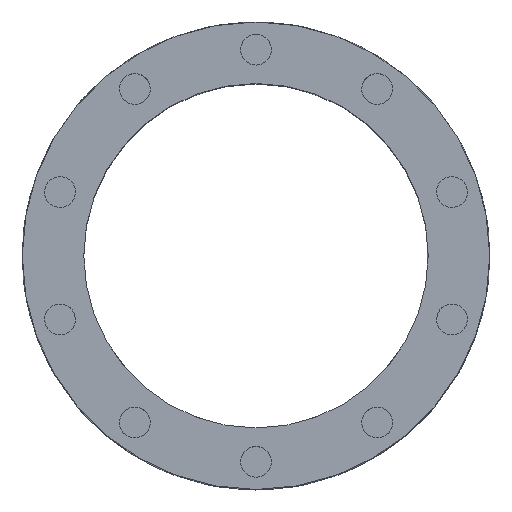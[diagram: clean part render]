
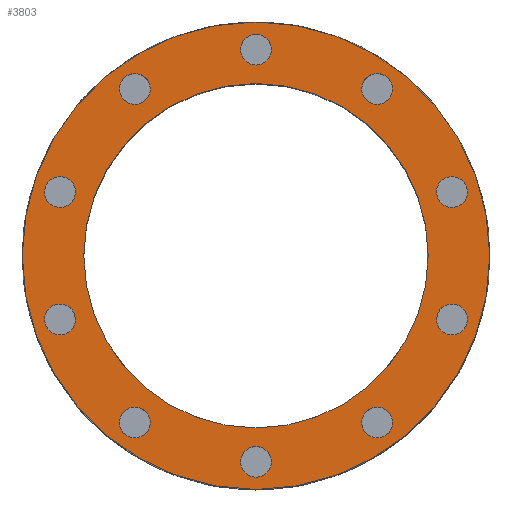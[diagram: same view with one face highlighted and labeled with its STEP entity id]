
A CAD part, top view. The second image highlights one B-rep face of the part: STEP entity #3803.
In plain terms, the highlighted planar face has unit normal (0, 0, 1).
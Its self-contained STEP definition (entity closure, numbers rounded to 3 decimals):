
#25=FACE_BOUND('',#697,.T.);
#26=FACE_BOUND('',#698,.T.);
#27=FACE_BOUND('',#699,.T.);
#28=FACE_BOUND('',#700,.T.);
#29=FACE_BOUND('',#701,.T.);
#30=FACE_BOUND('',#702,.T.);
#31=FACE_BOUND('',#703,.T.);
#32=FACE_BOUND('',#704,.T.);
#33=FACE_BOUND('',#705,.T.);
#34=FACE_BOUND('',#706,.T.);
#35=FACE_BOUND('',#707,.T.);
#207=CIRCLE('',#4128,12.5);
#208=CIRCLE('',#4130,190.);
#209=CIRCLE('',#4131,140.);
#210=CIRCLE('',#4132,12.5);
#211=CIRCLE('',#4133,12.5);
#212=CIRCLE('',#4134,12.5);
#213=CIRCLE('',#4135,12.5);
#214=CIRCLE('',#4136,12.5);
#215=CIRCLE('',#4137,12.5);
#216=CIRCLE('',#4138,12.5);
#217=CIRCLE('',#4139,12.5);
#218=CIRCLE('',#4140,12.5);
#321=PLANE('',#4129);
#493=FACE_OUTER_BOUND('',#696,.T.);
#696=EDGE_LOOP('',(#3177));
#697=EDGE_LOOP('',(#3178));
#698=EDGE_LOOP('',(#3179));
#699=EDGE_LOOP('',(#3180));
#700=EDGE_LOOP('',(#3181));
#701=EDGE_LOOP('',(#3182));
#702=EDGE_LOOP('',(#3183));
#703=EDGE_LOOP('',(#3184));
#704=EDGE_LOOP('',(#3185));
#705=EDGE_LOOP('',(#3186));
#706=EDGE_LOOP('',(#3187));
#707=EDGE_LOOP('',(#3188));
#1819=VERTEX_POINT('',#7260);
#1820=VERTEX_POINT('',#7264);
#1821=VERTEX_POINT('',#7266);
#1822=VERTEX_POINT('',#7268);
#1823=VERTEX_POINT('',#7270);
#1824=VERTEX_POINT('',#7272);
#1825=VERTEX_POINT('',#7274);
#1826=VERTEX_POINT('',#7276);
#1827=VERTEX_POINT('',#7278);
#1828=VERTEX_POINT('',#7280);
#1829=VERTEX_POINT('',#7282);
#1830=VERTEX_POINT('',#7284);
#2360=EDGE_CURVE('',#1819,#1819,#207,.T.);
#2362=EDGE_CURVE('',#1820,#1820,#208,.T.);
#2363=EDGE_CURVE('',#1821,#1821,#209,.T.);
#2364=EDGE_CURVE('',#1822,#1822,#210,.T.);
#2365=EDGE_CURVE('',#1823,#1823,#211,.T.);
#2366=EDGE_CURVE('',#1824,#1824,#212,.T.);
#2367=EDGE_CURVE('',#1825,#1825,#213,.T.);
#2368=EDGE_CURVE('',#1826,#1826,#214,.T.);
#2369=EDGE_CURVE('',#1827,#1827,#215,.T.);
#2370=EDGE_CURVE('',#1828,#1828,#216,.T.);
#2371=EDGE_CURVE('',#1829,#1829,#217,.T.);
#2372=EDGE_CURVE('',#1830,#1830,#218,.T.);
#3177=ORIENTED_EDGE('',*,*,#2362,.T.);
#3178=ORIENTED_EDGE('',*,*,#2363,.T.);
#3179=ORIENTED_EDGE('',*,*,#2364,.T.);
#3180=ORIENTED_EDGE('',*,*,#2365,.T.);
#3181=ORIENTED_EDGE('',*,*,#2366,.T.);
#3182=ORIENTED_EDGE('',*,*,#2367,.T.);
#3183=ORIENTED_EDGE('',*,*,#2368,.T.);
#3184=ORIENTED_EDGE('',*,*,#2369,.T.);
#3185=ORIENTED_EDGE('',*,*,#2370,.T.);
#3186=ORIENTED_EDGE('',*,*,#2371,.T.);
#3187=ORIENTED_EDGE('',*,*,#2372,.T.);
#3188=ORIENTED_EDGE('',*,*,#2360,.T.);
#3803=ADVANCED_FACE('',(#493,#25,#26,#27,#28,#29,#30,#31,#32,#33,#34,#35),
#321,.T.);
#4128=AXIS2_PLACEMENT_3D('',#7261,#5046,#5047);
#4129=AXIS2_PLACEMENT_3D('',#7263,#5049,#5050);
#4130=AXIS2_PLACEMENT_3D('',#7265,#5051,#5052);
#4131=AXIS2_PLACEMENT_3D('',#7267,#5053,#5054);
#4132=AXIS2_PLACEMENT_3D('',#7269,#5055,#5056);
#4133=AXIS2_PLACEMENT_3D('',#7271,#5057,#5058);
#4134=AXIS2_PLACEMENT_3D('',#7273,#5059,#5060);
#4135=AXIS2_PLACEMENT_3D('',#7275,#5061,#5062);
#4136=AXIS2_PLACEMENT_3D('',#7277,#5063,#5064);
#4137=AXIS2_PLACEMENT_3D('',#7279,#5065,#5066);
#4138=AXIS2_PLACEMENT_3D('',#7281,#5067,#5068);
#4139=AXIS2_PLACEMENT_3D('',#7283,#5069,#5070);
#4140=AXIS2_PLACEMENT_3D('',#7285,#5071,#5072);
#5046=DIRECTION('center_axis',(0.,0.,-1.));
#5047=DIRECTION('ref_axis',(1.,0.,0.));
#5049=DIRECTION('center_axis',(0.,0.,1.));
#5050=DIRECTION('ref_axis',(1.,0.,0.));
#5051=DIRECTION('center_axis',(0.,0.,1.));
#5052=DIRECTION('ref_axis',(1.,0.,0.));
#5053=DIRECTION('center_axis',(0.,0.,-1.));
#5054=DIRECTION('ref_axis',(1.,0.,0.));
#5055=DIRECTION('center_axis',(0.,0.,-1.));
#5056=DIRECTION('ref_axis',(0.809,-0.588,0.));
#5057=DIRECTION('center_axis',(0.,0.,-1.));
#5058=DIRECTION('ref_axis',(0.309,-0.951,0.));
#5059=DIRECTION('center_axis',(0.,0.,-1.));
#5060=DIRECTION('ref_axis',(-0.309,-0.951,0.));
#5061=DIRECTION('center_axis',(0.,0.,-1.));
#5062=DIRECTION('ref_axis',(-0.809,-0.588,0.));
#5063=DIRECTION('center_axis',(0.,0.,-1.));
#5064=DIRECTION('ref_axis',(-1.,0.,0.));
#5065=DIRECTION('center_axis',(0.,0.,-1.));
#5066=DIRECTION('ref_axis',(-0.809,0.588,0.));
#5067=DIRECTION('center_axis',(0.,0.,-1.));
#5068=DIRECTION('ref_axis',(-0.309,0.951,0.));
#5069=DIRECTION('center_axis',(0.,0.,-1.));
#5070=DIRECTION('ref_axis',(0.309,0.951,0.));
#5071=DIRECTION('center_axis',(0.,0.,-1.));
#5072=DIRECTION('ref_axis',(0.809,0.588,0.));
#7260=CARTESIAN_POINT('',(-12.5,167.5,250.));
#7261=CARTESIAN_POINT('Origin',(0.,167.5,250.));
#7263=CARTESIAN_POINT('Origin',(0.,0.,250.));
#7264=CARTESIAN_POINT('',(-190.,0.,250.));
#7265=CARTESIAN_POINT('Origin',(0.,0.,250.));
#7266=CARTESIAN_POINT('',(-140.,0.,250.));
#7267=CARTESIAN_POINT('Origin',(0.,0.,250.));
#7268=CARTESIAN_POINT('',(88.341,142.858,250.));
#7269=CARTESIAN_POINT('Origin',(98.454,135.51,250.));
#7270=CARTESIAN_POINT('',(155.439,63.649,250.));
#7271=CARTESIAN_POINT('Origin',(159.302,51.76,250.));
#7272=CARTESIAN_POINT('',(163.165,-39.872,250.));
#7273=CARTESIAN_POINT('Origin',(159.302,-51.76,250.));
#7274=CARTESIAN_POINT('',(108.567,-128.163,250.));
#7275=CARTESIAN_POINT('Origin',(98.454,-135.51,250.));
#7276=CARTESIAN_POINT('',(12.5,-167.5,250.));
#7277=CARTESIAN_POINT('Origin',(0.,-167.5,250.));
#7278=CARTESIAN_POINT('',(-88.341,-142.858,250.));
#7279=CARTESIAN_POINT('Origin',(-98.454,-135.51,250.));
#7280=CARTESIAN_POINT('',(-155.439,-63.649,250.));
#7281=CARTESIAN_POINT('Origin',(-159.302,-51.76,250.));
#7282=CARTESIAN_POINT('',(-163.165,39.872,250.));
#7283=CARTESIAN_POINT('Origin',(-159.302,51.76,250.));
#7284=CARTESIAN_POINT('',(-108.567,128.163,250.));
#7285=CARTESIAN_POINT('Origin',(-98.454,135.51,250.));
